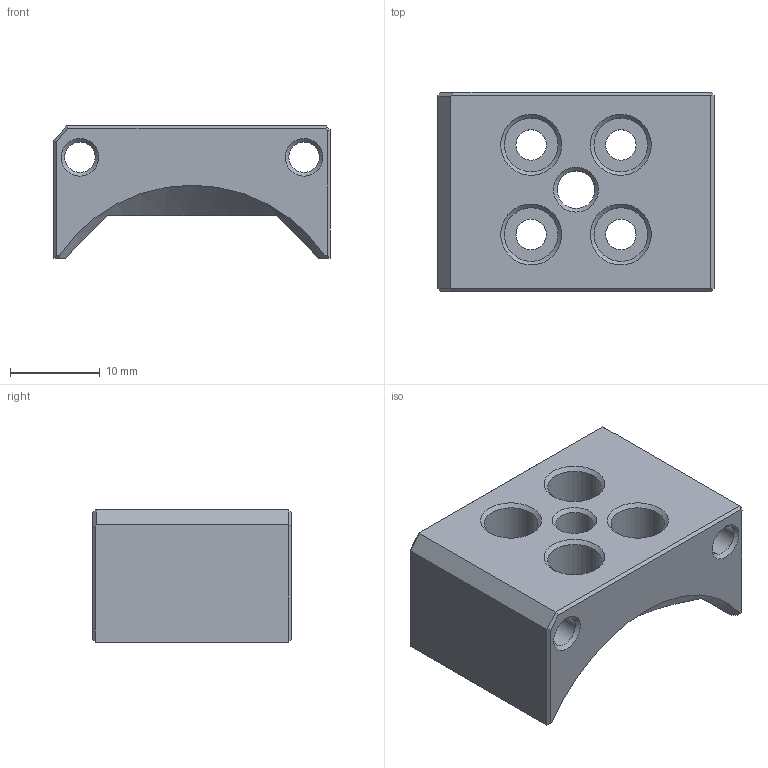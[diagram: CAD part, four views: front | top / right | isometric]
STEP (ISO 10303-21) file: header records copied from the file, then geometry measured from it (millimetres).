
FILE_DESCRIPTION(/* description */ (''),/* implementation_level */ '2;1');
FILE_NAME(/* name */ 'Hotend_Mount_Drop_Effect_XG.step',/* time_stamp */ '2023-01-19T08:18:55-08:00',/* author */ (''),/* organization */ (''),/* preprocessor_version */ 'ST-DEVELOPER v19.2',/* originating_system */ 'Autodesk Translation Framework v11.17.0.187',/* authorisation */ '');
FILE_SCHEMA (('AUTOMOTIVE_DESIGN { 1 0 10303 214 3 1 1 }'));
Length unit declared in the file: millimetre
Products named in the file (1): Hotend_Mount_Drop_Effect_XG
Bounding box: 30.8 x 22.19 x 14.75 mm (x, y, z)
Volume: 6148.2 mm3; surface area: 3786.4 mm2
Topology: 1 solids, 1 shells, 125 faces, 321 edges, 207 vertices
Faces by surface type: plane 72, bspline 32, cylinder 11, cone 10
Full cylindrical faces by diameter (mm): 3.4 x6, 4.2 x1, 6 x4
Entity records: 4110 total; most frequent: CARTESIAN_POINT 1210, ORIENTED_EDGE 642, DIRECTION 476, EDGE_CURVE 321, LINE 216, VECTOR 216, VERTEX_POINT 207, EDGE_LOOP 148
